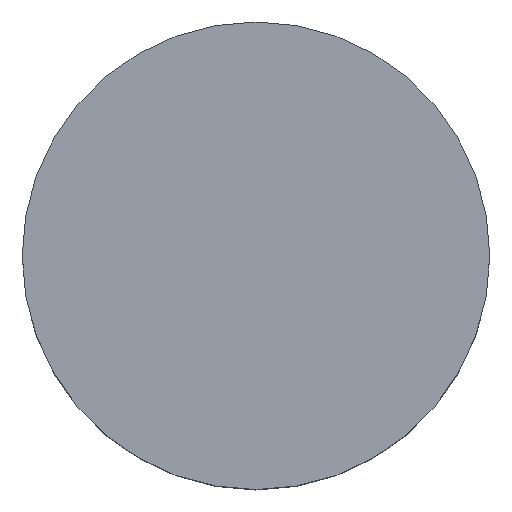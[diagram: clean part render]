
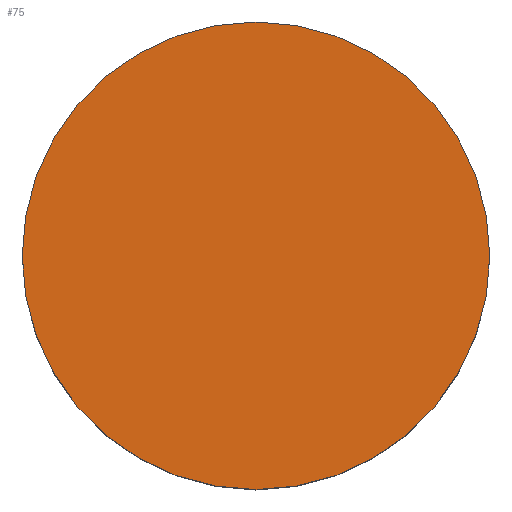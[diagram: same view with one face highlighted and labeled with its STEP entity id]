
A CAD part, top view. The second image highlights one B-rep face of the part: STEP entity #75.
In plain terms, the highlighted planar face has unit normal (0, 0, 1).
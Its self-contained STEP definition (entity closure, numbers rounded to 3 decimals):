
#5 = CARTESIAN_POINT ( 'NONE',  ( 0., 0., 0.5 ) ) ;
#8 = CARTESIAN_POINT ( 'NONE',  ( -0.5, 0., 0.5 ) ) ;
#16 = ORIENTED_EDGE ( 'NONE', *, *, #160, .T. ) ;
#20 = CARTESIAN_POINT ( 'NONE',  ( 0., 0., 0.5 ) ) ;
#26 = EDGE_CURVE ( 'NONE', #128, #115, #64, .T. ) ;
#46 = CARTESIAN_POINT ( 'NONE',  ( 0., 0., 0.5 ) ) ;
#48 = EDGE_LOOP ( 'NONE', ( #93, #16 ) ) ;
#49 = AXIS2_PLACEMENT_3D ( 'NONE', #20, #69, #84 ) ;
#64 = CIRCLE ( 'NONE', #104, 0.5 ) ;
#69 = DIRECTION ( 'NONE',  ( 0., 0., 1. ) ) ;
#72 = CARTESIAN_POINT ( 'NONE',  ( 0.5, 0., 0.5 ) ) ;
#75 = ADVANCED_FACE ( 'NONE', ( #166 ), #126, .T. ) ;
#84 = DIRECTION ( 'NONE',  ( 1., 0., 0. ) ) ;
#87 = DIRECTION ( 'NONE',  ( 1., 0., 0. ) ) ;
#92 = AXIS2_PLACEMENT_3D ( 'NONE', #46, #154, #87 ) ;
#93 = ORIENTED_EDGE ( 'NONE', *, *, #26, .T. ) ;
#97 = DIRECTION ( 'NONE',  ( 1., 0., 0. ) ) ;
#104 = AXIS2_PLACEMENT_3D ( 'NONE', #5, #150, #97 ) ;
#115 = VERTEX_POINT ( 'NONE', #72 ) ;
#126 = PLANE ( 'NONE',  #49 ) ;
#128 = VERTEX_POINT ( 'NONE', #8 ) ;
#148 = CIRCLE ( 'NONE', #92, 0.5 ) ;
#150 = DIRECTION ( 'NONE',  ( 0., 0., 1. ) ) ;
#154 = DIRECTION ( 'NONE',  ( 0., 0., 1. ) ) ;
#160 = EDGE_CURVE ( 'NONE', #115, #128, #148, .T. ) ;
#166 = FACE_OUTER_BOUND ( 'NONE', #48, .T. ) ;
